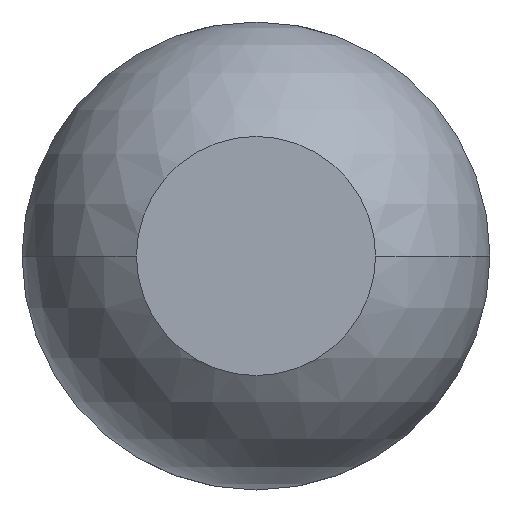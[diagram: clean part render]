
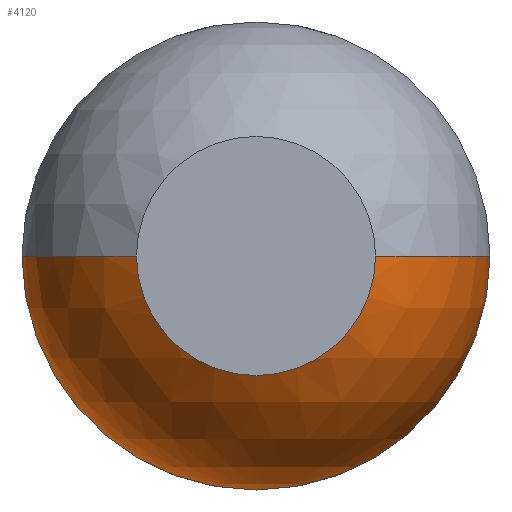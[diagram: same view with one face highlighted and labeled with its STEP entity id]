
A CAD part, front view. The second image highlights one B-rep face of the part: STEP entity #4120.
In plain terms, the highlighted spherical face has radius 0.685 mm.
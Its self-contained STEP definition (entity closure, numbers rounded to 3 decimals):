
#78 = EDGE_LOOP ( 'NONE', ( #1261, #257, #4303, #1993, #4480, #4010 ) ) ;
#121 = VERTEX_POINT ( 'NONE', #481 ) ;
#167 = CARTESIAN_POINT ( 'NONE',  ( 0., -30., 0. ) ) ;
#199 = DIRECTION ( 'NONE',  ( 0., 1., 0. ) ) ;
#228 = AXIS2_PLACEMENT_3D ( 'NONE', #1885, #534, #1862 ) ;
#257 = ORIENTED_EDGE ( 'NONE', *, *, #3257, .T. ) ;
#357 = FACE_OUTER_BOUND ( 'NONE', #78, .T. ) ;
#376 = CARTESIAN_POINT ( 'NONE',  ( 0., -29.411, -0.685 ) ) ;
#380 = CARTESIAN_POINT ( 'NONE',  ( 0., -30., -0.35 ) ) ;
#442 = DIRECTION ( 'NONE',  ( 0., -1., 0. ) ) ;
#475 = EDGE_CURVE ( 'Defeature ausgef�hrt1_5+Defeature ausgef�hrt1_4+Defeature ausgef�hrt1_4+Defeature ausgef�hrt1_4', #1751, #2787, #1382, .T. ) ;
#481 = CARTESIAN_POINT ( 'NONE',  ( 0.35, -30., 0. ) ) ;
#509 = VERTEX_POINT ( 'NONE', #380 ) ;
#513 = CARTESIAN_POINT ( 'NONE',  ( -0.685, -29.411, 0. ) ) ;
#534 = DIRECTION ( 'NONE',  ( 0., 0., 1. ) ) ;
#557 = SPHERICAL_SURFACE ( 'NONE', #2786, 0.685 ) ;
#722 = VERTEX_POINT ( 'NONE', #513 ) ;
#729 = DIRECTION ( 'NONE',  ( 0., 0., -1. ) ) ;
#742 = DIRECTION ( 'NONE',  ( 1., 0., 0. ) ) ;
#750 = EDGE_CURVE ( 'Defeature ausgef�hrt1_5+Defeature ausgef�hrt1_4+Defeature ausgef�hrt1_4+Defeature ausgef�hrt1_4', #2787, #722, #3290, .T. ) ;
#1152 = VERTEX_POINT ( 'NONE', #1816 ) ;
#1261 = ORIENTED_EDGE ( 'NONE', *, *, #1375, .F. ) ;
#1280 = DIRECTION ( 'NONE',  ( 0., 0., 1. ) ) ;
#1375 = EDGE_CURVE ( 'Defeature ausgef�hrt1_24+Defeature ausgef�hrt1_4+Defeature ausgef�hrt1_4+Defeature ausgef�hrt1_4', #1152, #509, #3607, .T. ) ;
#1382 = CIRCLE ( 'NONE', #1703, 0.685 ) ;
#1462 = CARTESIAN_POINT ( 'NONE',  ( 0., -30., 0. ) ) ;
#1520 = CARTESIAN_POINT ( 'NONE',  ( 0., -29.411, 0. ) ) ;
#1690 = EDGE_CURVE ( 'Defeature ausgef�hrt1_24+Defeature ausgef�hrt1_4+Defeature ausgef�hrt1_4+Defeature ausgef�hrt1_4', #509, #121, #1886, .T. ) ;
#1703 = AXIS2_PLACEMENT_3D ( 'NONE', #2059, #2421, #2111 ) ;
#1740 = AXIS2_PLACEMENT_3D ( 'NONE', #1462, #442, #3234 ) ;
#1751 = VERTEX_POINT ( 'NONE', #4157 ) ;
#1796 = CARTESIAN_POINT ( 'NONE',  ( 0., -29.411, 0. ) ) ;
#1816 = CARTESIAN_POINT ( 'NONE',  ( -0.35, -30., 0. ) ) ;
#1862 = DIRECTION ( 'NONE',  ( 1., 0., 0. ) ) ;
#1885 = CARTESIAN_POINT ( 'NONE',  ( 0., -29.411, 0. ) ) ;
#1886 = CIRCLE ( 'NONE', #1740, 0.35 ) ;
#1950 = DIRECTION ( 'NONE',  ( 0., 0., -1. ) ) ;
#1993 = ORIENTED_EDGE ( 'NONE', *, *, #475, .F. ) ;
#2006 = AXIS2_PLACEMENT_3D ( 'NONE', #2972, #199, #1280 ) ;
#2059 = CARTESIAN_POINT ( 'NONE',  ( 0., -29.411, 0. ) ) ;
#2100 = CIRCLE ( 'NONE', #4503, 0.685 ) ;
#2111 = DIRECTION ( 'NONE',  ( 0., 0., 1. ) ) ;
#2421 = DIRECTION ( 'NONE',  ( 0., 1., 0. ) ) ;
#2786 = AXIS2_PLACEMENT_3D ( 'NONE', #1796, #729, #742 ) ;
#2787 = VERTEX_POINT ( 'NONE', #376 ) ;
#2911 = AXIS2_PLACEMENT_3D ( 'NONE', #167, #4324, #4387 ) ;
#2972 = CARTESIAN_POINT ( 'NONE',  ( 0., -29.411, 0. ) ) ;
#3234 = DIRECTION ( 'NONE',  ( 0., 0., -1. ) ) ;
#3257 = EDGE_CURVE ( 'NONE', #1152, #722, #2100, .T. ) ;
#3290 = CIRCLE ( 'NONE', #2006, 0.685 ) ;
#3414 = DIRECTION ( 'NONE',  ( -1., 0., 0. ) ) ;
#3607 = CIRCLE ( 'NONE', #2911, 0.35 ) ;
#4010 = ORIENTED_EDGE ( 'NONE', *, *, #1690, .F. ) ;
#4120 = ADVANCED_FACE ( 'Defeature ausgef�hrt1_4', ( #357 ), #557, .T. ) ;
#4140 = CIRCLE ( 'NONE', #228, 0.685 ) ;
#4157 = CARTESIAN_POINT ( 'NONE',  ( 0.685, -29.411, 0. ) ) ;
#4303 = ORIENTED_EDGE ( 'NONE', *, *, #750, .F. ) ;
#4324 = DIRECTION ( 'NONE',  ( 0., -1., 0. ) ) ;
#4334 = EDGE_CURVE ( 'NONE', #121, #1751, #4140, .T. ) ;
#4387 = DIRECTION ( 'NONE',  ( 0., 0., -1. ) ) ;
#4480 = ORIENTED_EDGE ( 'NONE', *, *, #4334, .F. ) ;
#4503 = AXIS2_PLACEMENT_3D ( 'NONE', #1520, #1950, #3414 ) ;
